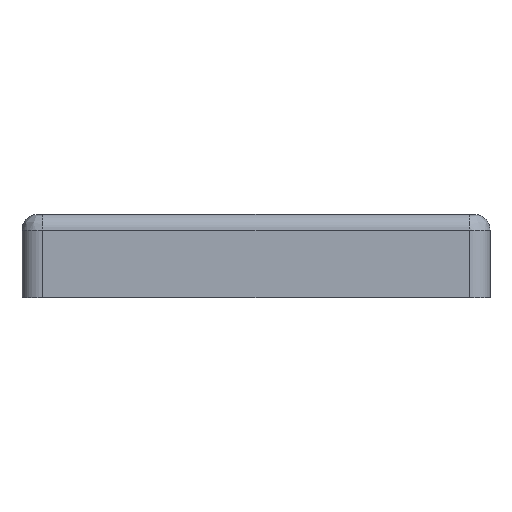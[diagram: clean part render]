
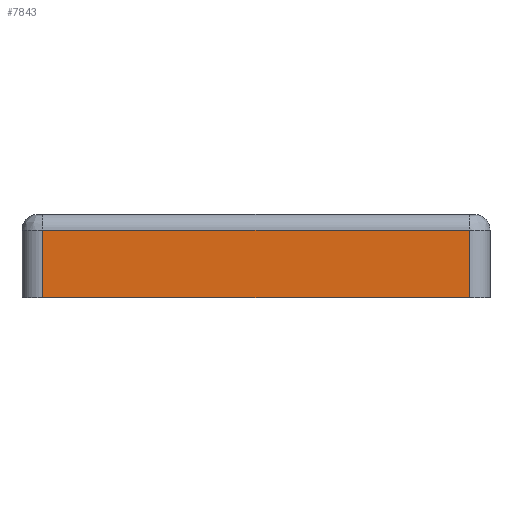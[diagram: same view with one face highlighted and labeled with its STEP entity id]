
A CAD part, front view. The second image highlights one B-rep face of the part: STEP entity #7843.
In plain terms, the highlighted planar face has unit normal (0, -1, 0).
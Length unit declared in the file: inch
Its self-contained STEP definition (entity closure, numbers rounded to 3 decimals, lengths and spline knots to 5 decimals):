
#289 = CARTESIAN_POINT ( 'NONE',  ( 1.61417, -1.77165, 0.62992 ) ) ;
#538 = CARTESIAN_POINT ( 'NONE',  ( -1.61417, -1.77165, 0.62992 ) ) ;
#672 = CARTESIAN_POINT ( 'NONE',  ( -1.77165, -1.77165, 0.62992 ) ) ;
#965 = DIRECTION ( 'NONE',  ( 0., 0., -1. ) ) ;
#1150 = ORIENTED_EDGE ( 'NONE', *, *, #3298, .F. ) ;
#1279 = CARTESIAN_POINT ( 'NONE',  ( 1.61417, -1.77165, 0.51181 ) ) ;
#1503 = DIRECTION ( 'NONE',  ( 0., 0., 1. ) ) ;
#1613 = LINE ( 'NONE', #538, #6010 ) ;
#1627 = DIRECTION ( 'NONE',  ( -1., 0., 0. ) ) ;
#1764 = VERTEX_POINT ( 'NONE', #7781 ) ;
#2620 = EDGE_LOOP ( 'NONE', ( #4460, #3344, #5597, #1150 ) ) ;
#3225 = CARTESIAN_POINT ( 'NONE',  ( -1.77165, -1.77165, 0.51181 ) ) ;
#3298 = EDGE_CURVE ( 'NONE', #9624, #10193, #10389, .T. ) ;
#3344 = ORIENTED_EDGE ( 'NONE', *, *, #8948, .F. ) ;
#4460 = ORIENTED_EDGE ( 'NONE', *, *, #5119, .F. ) ;
#4596 = CARTESIAN_POINT ( 'NONE',  ( -1.61417, -1.77165, 0. ) ) ;
#5119 = EDGE_CURVE ( 'NONE', #1764, #9624, #5672, .T. ) ;
#5482 = DIRECTION ( 'NONE',  ( 1., 0., 0. ) ) ;
#5509 = DIRECTION ( 'NONE',  ( 0., 0., 1. ) ) ;
#5597 = ORIENTED_EDGE ( 'NONE', *, *, #9989, .F. ) ;
#5609 = PLANE ( 'NONE',  #10159 ) ;
#5672 = LINE ( 'NONE', #3225, #7725 ) ;
#6010 = VECTOR ( 'NONE', #5509, 39.37008 ) ;
#6181 = VECTOR ( 'NONE', #1627, 39.37008 ) ;
#6432 = DIRECTION ( 'NONE',  ( 0., 1., 0. ) ) ;
#7175 = FACE_OUTER_BOUND ( 'NONE', #2620, .T. ) ;
#7652 = VERTEX_POINT ( 'NONE', #4596 ) ;
#7725 = VECTOR ( 'NONE', #5482, 39.37008 ) ;
#7781 = CARTESIAN_POINT ( 'NONE',  ( -1.61417, -1.77165, 0.51181 ) ) ;
#7843 = ADVANCED_FACE ( 'NONE', ( #7175 ), #5609, .F. ) ;
#8017 = VECTOR ( 'NONE', #965, 39.37008 ) ;
#8217 = LINE ( 'NONE', #9662, #6181 ) ;
#8948 = EDGE_CURVE ( 'NONE', #7652, #1764, #1613, .T. ) ;
#9624 = VERTEX_POINT ( 'NONE', #1279 ) ;
#9662 = CARTESIAN_POINT ( 'NONE',  ( -1.77165, -1.77165, 0. ) ) ;
#9989 = EDGE_CURVE ( 'NONE', #10193, #7652, #8217, .T. ) ;
#10007 = CARTESIAN_POINT ( 'NONE',  ( 1.61417, -1.77165, 0. ) ) ;
#10159 = AXIS2_PLACEMENT_3D ( 'NONE', #672, #6432, #1503 ) ;
#10193 = VERTEX_POINT ( 'NONE', #10007 ) ;
#10389 = LINE ( 'NONE', #289, #8017 ) ;
